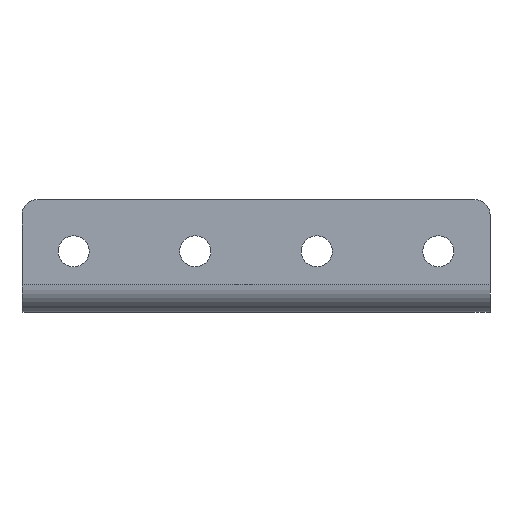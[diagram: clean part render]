
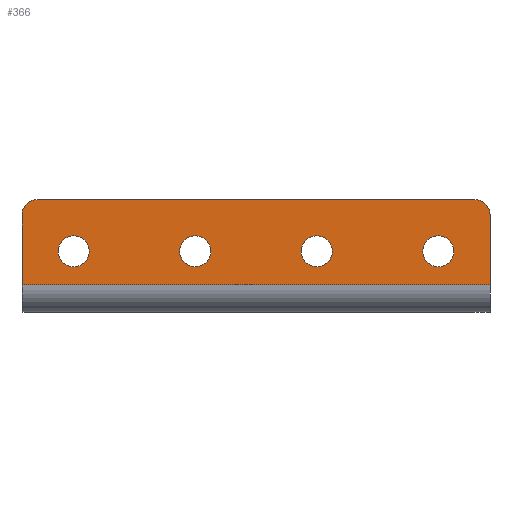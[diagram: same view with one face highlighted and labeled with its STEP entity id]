
A CAD part, top view. The second image highlights one B-rep face of the part: STEP entity #366.
In plain terms, the highlighted planar face has unit normal (0, 0, 1).
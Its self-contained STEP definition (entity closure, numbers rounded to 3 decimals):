
#4 = CIRCLE ( 'NONE', #147, 2.55 ) ;
#5 = VECTOR ( 'NONE', #467, 1000. ) ;
#15 = CARTESIAN_POINT ( 'NONE',  ( 0., 0., 0. ) ) ;
#18 = CARTESIAN_POINT ( 'NONE',  ( 28.5, 10., 0. ) ) ;
#38 = EDGE_CURVE ( 'NONE', #758, #142, #492, .T. ) ;
#51 = EDGE_CURVE ( 'NONE', #800, #916, #764, .T. ) ;
#60 = CARTESIAN_POINT ( 'NONE',  ( 77., 18.5, 0. ) ) ;
#64 = DIRECTION ( 'NONE',  ( -1., 0., 0. ) ) ;
#67 = CARTESIAN_POINT ( 'NONE',  ( 68.5, 10., 0. ) ) ;
#71 = EDGE_CURVE ( 'NONE', #393, #519, #1040, .T. ) ;
#82 = FACE_BOUND ( 'NONE', #807, .T. ) ;
#90 = FACE_BOUND ( 'NONE', #414, .T. ) ;
#105 = DIRECTION ( 'NONE',  ( -1., 0., 0. ) ) ;
#119 = EDGE_CURVE ( 'NONE', #393, #758, #563, .T. ) ;
#128 = AXIS2_PLACEMENT_3D ( 'NONE', #552, #208, #900 ) ;
#137 = ORIENTED_EDGE ( 'NONE', *, *, #530, .T. ) ;
#140 = ORIENTED_EDGE ( 'NONE', *, *, #38, .T. ) ;
#142 = VERTEX_POINT ( 'NONE', #514 ) ;
#145 = VECTOR ( 'NONE', #1056, 1000. ) ;
#147 = AXIS2_PLACEMENT_3D ( 'NONE', #555, #644, #105 ) ;
#149 = EDGE_LOOP ( 'NONE', ( #589, #956 ) ) ;
#157 = FACE_BOUND ( 'NONE', #149, .T. ) ;
#163 = VERTEX_POINT ( 'NONE', #694 ) ;
#165 = DIRECTION ( 'NONE',  ( -1., 0., 0. ) ) ;
#166 = DIRECTION ( 'NONE',  ( 0., 0., -1. ) ) ;
#172 = VECTOR ( 'NONE', #412, 1000. ) ;
#181 = DIRECTION ( 'NONE',  ( 0., 0., 1. ) ) ;
#204 = CARTESIAN_POINT ( 'NONE',  ( 5.95, 10., 0. ) ) ;
#208 = DIRECTION ( 'NONE',  ( 0., 0., -1. ) ) ;
#215 = LINE ( 'NONE', #15, #5 ) ;
#216 = VECTOR ( 'NONE', #223, 1000. ) ;
#221 = CARTESIAN_POINT ( 'NONE',  ( 71.05, 10., 0. ) ) ;
#223 = DIRECTION ( 'NONE',  ( -1., 0., 0. ) ) ;
#224 = EDGE_LOOP ( 'NONE', ( #873, #922, #140, #1038, #1088, #382 ) ) ;
#231 = DIRECTION ( 'NONE',  ( -1., 0., 0. ) ) ;
#250 = DIRECTION ( 'NONE',  ( 0., 0., -1. ) ) ;
#253 = ORIENTED_EDGE ( 'NONE', *, *, #714, .T. ) ;
#259 = DIRECTION ( 'NONE',  ( -1., 0., 0. ) ) ;
#267 = CARTESIAN_POINT ( 'NONE',  ( 77., 0., 0. ) ) ;
#273 = AXIS2_PLACEMENT_3D ( 'NONE', #468, #722, #1074 ) ;
#295 = CARTESIAN_POINT ( 'NONE',  ( 45.95, 10., 0. ) ) ;
#309 = ORIENTED_EDGE ( 'NONE', *, *, #970, .T. ) ;
#310 = CIRCLE ( 'NONE', #927, 2.55 ) ;
#332 = AXIS2_PLACEMENT_3D ( 'NONE', #1103, #1124, #843 ) ;
#337 = DIRECTION ( 'NONE',  ( 0., 0., -1. ) ) ;
#338 = ORIENTED_EDGE ( 'NONE', *, *, #572, .T. ) ;
#347 = DIRECTION ( 'NONE',  ( -1., 0., 0. ) ) ;
#358 = DIRECTION ( 'NONE',  ( -1., 0., 0. ) ) ;
#366 = ADVANCED_FACE ( 'NONE', ( #82, #90, #511, #157, #502 ), #1041, .F. ) ;
#382 = ORIENTED_EDGE ( 'NONE', *, *, #1015, .F. ) ;
#384 = CARTESIAN_POINT ( 'NONE',  ( 8.5, 10., 0. ) ) ;
#392 = DIRECTION ( 'NONE',  ( 0., 0., -1. ) ) ;
#393 = VERTEX_POINT ( 'NONE', #622 ) ;
#402 = CARTESIAN_POINT ( 'NONE',  ( 74.5, 18.5, 0. ) ) ;
#409 = CARTESIAN_POINT ( 'NONE',  ( 77., 4.5, 0. ) ) ;
#412 = DIRECTION ( 'NONE',  ( -1., 0., 0. ) ) ;
#414 = EDGE_LOOP ( 'NONE', ( #253, #847 ) ) ;
#428 = DIRECTION ( 'NONE',  ( 0., 0., -1. ) ) ;
#435 = VERTEX_POINT ( 'NONE', #204 ) ;
#446 = EDGE_CURVE ( 'NONE', #832, #615, #897, .T. ) ;
#467 = DIRECTION ( 'NONE',  ( 0., -1., 0. ) ) ;
#468 = CARTESIAN_POINT ( 'NONE',  ( 2.5, 16., 0. ) ) ;
#479 = EDGE_CURVE ( 'NONE', #916, #800, #837, .T. ) ;
#490 = CARTESIAN_POINT ( 'NONE',  ( 31.05, 10., 0. ) ) ;
#492 = LINE ( 'NONE', #60, #172 ) ;
#494 = AXIS2_PLACEMENT_3D ( 'NONE', #1002, #428, #165 ) ;
#501 = LINE ( 'NONE', #844, #216 ) ;
#502 = FACE_BOUND ( 'NONE', #737, .T. ) ;
#511 = FACE_OUTER_BOUND ( 'NONE', #224, .T. ) ;
#514 = CARTESIAN_POINT ( 'NONE',  ( 2.5, 18.5, 0. ) ) ;
#519 = VERTEX_POINT ( 'NONE', #409 ) ;
#530 = EDGE_CURVE ( 'NONE', #923, #885, #720, .T. ) ;
#552 = CARTESIAN_POINT ( 'NONE',  ( 8.5, 10., 0. ) ) ;
#555 = CARTESIAN_POINT ( 'NONE',  ( 28.5, 10., 0. ) ) ;
#563 = CIRCLE ( 'NONE', #718, 2.5 ) ;
#572 = EDGE_CURVE ( 'NONE', #885, #923, #310, .T. ) ;
#589 = ORIENTED_EDGE ( 'NONE', *, *, #479, .T. ) ;
#594 = CARTESIAN_POINT ( 'NONE',  ( 74.5, 16., 0. ) ) ;
#615 = VERTEX_POINT ( 'NONE', #490 ) ;
#619 = VERTEX_POINT ( 'NONE', #995 ) ;
#622 = CARTESIAN_POINT ( 'NONE',  ( 77., 16., 0. ) ) ;
#628 = CIRCLE ( 'NONE', #128, 2.55 ) ;
#644 = DIRECTION ( 'NONE',  ( 0., 0., -1. ) ) ;
#649 = AXIS2_PLACEMENT_3D ( 'NONE', #267, #166, #948 ) ;
#661 = CIRCLE ( 'NONE', #273, 2.5 ) ;
#684 = CARTESIAN_POINT ( 'NONE',  ( 68.5, 10., 0. ) ) ;
#694 = CARTESIAN_POINT ( 'NONE',  ( 0., 16., 0. ) ) ;
#701 = DIRECTION ( 'NONE',  ( 0., 0., -1. ) ) ;
#714 = EDGE_CURVE ( 'NONE', #435, #619, #628, .T. ) ;
#718 = AXIS2_PLACEMENT_3D ( 'NONE', #594, #181, #358 ) ;
#720 = CIRCLE ( 'NONE', #803, 2.55 ) ;
#722 = DIRECTION ( 'NONE',  ( 0., 0., 1. ) ) ;
#733 = AXIS2_PLACEMENT_3D ( 'NONE', #384, #250, #64 ) ;
#737 = EDGE_LOOP ( 'NONE', ( #338, #137 ) ) ;
#758 = VERTEX_POINT ( 'NONE', #402 ) ;
#764 = CIRCLE ( 'NONE', #494, 2.55 ) ;
#776 = VERTEX_POINT ( 'NONE', #962 ) ;
#800 = VERTEX_POINT ( 'NONE', #968 ) ;
#803 = AXIS2_PLACEMENT_3D ( 'NONE', #684, #392, #231 ) ;
#807 = EDGE_LOOP ( 'NONE', ( #821, #309 ) ) ;
#821 = ORIENTED_EDGE ( 'NONE', *, *, #446, .T. ) ;
#832 = VERTEX_POINT ( 'NONE', #1044 ) ;
#837 = CIRCLE ( 'NONE', #332, 2.55 ) ;
#843 = DIRECTION ( 'NONE',  ( -1., 0., 0. ) ) ;
#844 = CARTESIAN_POINT ( 'NONE',  ( 77., 4.5, 0. ) ) ;
#847 = ORIENTED_EDGE ( 'NONE', *, *, #1054, .T. ) ;
#873 = ORIENTED_EDGE ( 'NONE', *, *, #71, .F. ) ;
#885 = VERTEX_POINT ( 'NONE', #982 ) ;
#897 = CIRCLE ( 'NONE', #1053, 2.55 ) ;
#900 = DIRECTION ( 'NONE',  ( -1., 0., 0. ) ) ;
#906 = EDGE_CURVE ( 'NONE', #142, #163, #661, .T. ) ;
#916 = VERTEX_POINT ( 'NONE', #295 ) ;
#922 = ORIENTED_EDGE ( 'NONE', *, *, #119, .T. ) ;
#923 = VERTEX_POINT ( 'NONE', #221 ) ;
#926 = CIRCLE ( 'NONE', #733, 2.55 ) ;
#927 = AXIS2_PLACEMENT_3D ( 'NONE', #67, #337, #259 ) ;
#947 = CARTESIAN_POINT ( 'NONE',  ( 77., 0., 0. ) ) ;
#948 = DIRECTION ( 'NONE',  ( -1., 0., 0. ) ) ;
#956 = ORIENTED_EDGE ( 'NONE', *, *, #51, .T. ) ;
#962 = CARTESIAN_POINT ( 'NONE',  ( 0., 4.5, 0. ) ) ;
#968 = CARTESIAN_POINT ( 'NONE',  ( 51.05, 10., 0. ) ) ;
#970 = EDGE_CURVE ( 'NONE', #615, #832, #4, .T. ) ;
#982 = CARTESIAN_POINT ( 'NONE',  ( 65.95, 10., 0. ) ) ;
#984 = EDGE_CURVE ( 'NONE', #163, #776, #215, .T. ) ;
#995 = CARTESIAN_POINT ( 'NONE',  ( 11.05, 10., 0. ) ) ;
#1002 = CARTESIAN_POINT ( 'NONE',  ( 48.5, 10., 0. ) ) ;
#1015 = EDGE_CURVE ( 'NONE', #519, #776, #501, .T. ) ;
#1038 = ORIENTED_EDGE ( 'NONE', *, *, #906, .T. ) ;
#1040 = LINE ( 'NONE', #947, #145 ) ;
#1041 = PLANE ( 'NONE',  #649 ) ;
#1044 = CARTESIAN_POINT ( 'NONE',  ( 25.95, 10., 0. ) ) ;
#1053 = AXIS2_PLACEMENT_3D ( 'NONE', #18, #701, #347 ) ;
#1054 = EDGE_CURVE ( 'NONE', #619, #435, #926, .T. ) ;
#1056 = DIRECTION ( 'NONE',  ( 0., -1., 0. ) ) ;
#1074 = DIRECTION ( 'NONE',  ( -1., 0., 0. ) ) ;
#1088 = ORIENTED_EDGE ( 'NONE', *, *, #984, .T. ) ;
#1103 = CARTESIAN_POINT ( 'NONE',  ( 48.5, 10., 0. ) ) ;
#1124 = DIRECTION ( 'NONE',  ( 0., 0., -1. ) ) ;
